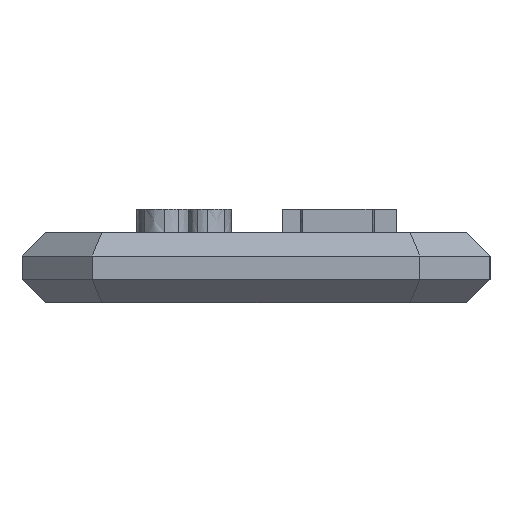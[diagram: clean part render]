
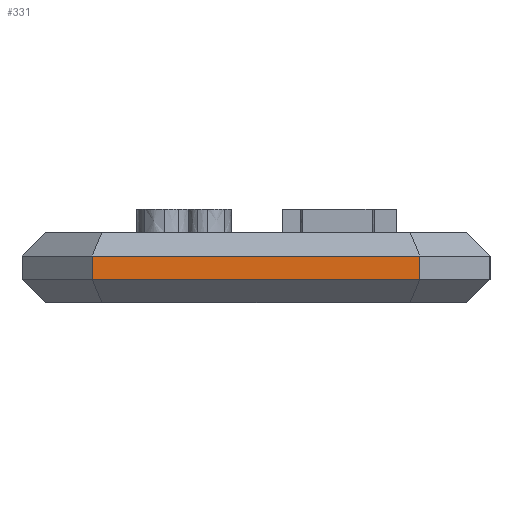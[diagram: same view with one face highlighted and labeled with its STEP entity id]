
A CAD part, left-side view. The second image highlights one B-rep face of the part: STEP entity #331.
In plain terms, the highlighted planar face has unit normal (-1, 0, 0).
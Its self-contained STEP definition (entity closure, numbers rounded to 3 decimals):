
#331=ADVANCED_FACE('',(#2346),#2348,.T.);
#2346=FACE_BOUND('',#2347,.T.);
#2347=EDGE_LOOP('',(#5313,#5314,#5315,#5316));
#2348=PLANE('',#2349);
#2349=AXIS2_PLACEMENT_3D('',#2350,#2351,#2352);
#2350=CARTESIAN_POINT('',(-30.,10.,0.));
#2351=DIRECTION('',(-1.,0.,0.));
#2352=DIRECTION('',(0.,-1.,0.));
#5313=ORIENTED_EDGE('',*,*,#6895,.T.);
#5314=ORIENTED_EDGE('',*,*,#7453,.T.);
#5315=ORIENTED_EDGE('',*,*,#6920,.F.);
#5316=ORIENTED_EDGE('',*,*,#7454,.F.);
#6895=EDGE_CURVE('',#8412,#8413,#8414,.T.);
#6920=EDGE_CURVE('',#8447,#8450,#8451,.T.);
#7453=EDGE_CURVE('',#8413,#8450,#9251,.T.);
#7454=EDGE_CURVE('',#8412,#8447,#9252,.T.);
#8412=VERTEX_POINT('',#11034);
#8413=VERTEX_POINT('',#11035);
#8414=LINE('',#11036,#11037);
#8447=VERTEX_POINT('',#11115);
#8450=VERTEX_POINT('',#11122);
#8451=LINE('',#11123,#11124);
#9251=LINE('',#12989,#12990);
#9252=LINE('',#12992,#12993);
#11034=CARTESIAN_POINT('',(-30.,7.,1.));
#11035=CARTESIAN_POINT('',(-30.,-7.,1.));
#11036=CARTESIAN_POINT('',(-30.,7.,1.));
#11037=VECTOR('',#11038,1.);
#11038=DIRECTION('',(0.,-1.,0.));
#11115=CARTESIAN_POINT('',(-30.,7.,2.));
#11122=CARTESIAN_POINT('',(-30.,-7.,2.));
#11123=CARTESIAN_POINT('',(-30.,7.,2.));
#11124=VECTOR('',#11125,1.);
#11125=DIRECTION('',(0.,-1.,0.));
#12989=CARTESIAN_POINT('',(-30.,-7.,1.));
#12990=VECTOR('',#12991,1.);
#12991=DIRECTION('',(0.,0.,1.));
#12992=CARTESIAN_POINT('',(-30.,7.,1.));
#12993=VECTOR('',#12994,1.);
#12994=DIRECTION('',(0.,0.,1.));
